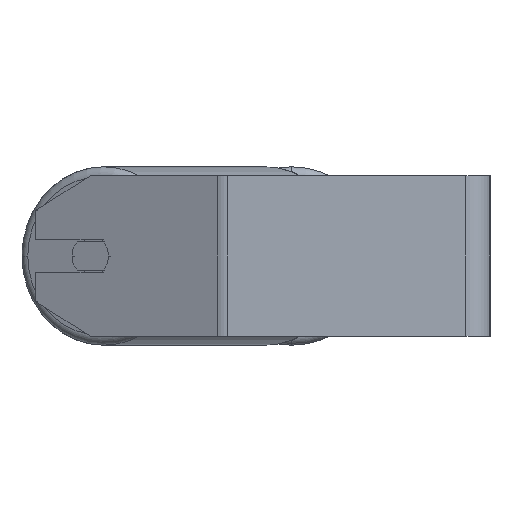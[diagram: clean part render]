
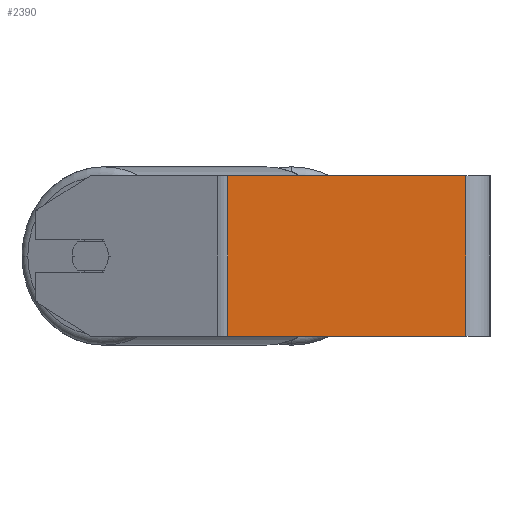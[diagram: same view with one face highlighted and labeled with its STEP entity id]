
A CAD part, left-side view. The second image highlights one B-rep face of the part: STEP entity #2390.
In plain terms, the highlighted planar face has unit normal (-1, 0, 0).
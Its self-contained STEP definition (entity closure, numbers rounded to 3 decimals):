
#298 = ORIENTED_EDGE ( 'NONE', *, *, #1738, .F. ) ;
#330 = DIRECTION ( 'NONE',  ( 0., 0., -1. ) ) ;
#381 = LINE ( 'NONE', #5742, #1914 ) ;
#499 = DIRECTION ( 'NONE',  ( 0., -1., 0. ) ) ;
#582 = FACE_OUTER_BOUND ( 'NONE', #4779, .T. ) ;
#1157 = VECTOR ( 'NONE', #499, 1000. ) ;
#1209 = CARTESIAN_POINT ( 'NONE',  ( -360., 12., 40. ) ) ;
#1255 = CARTESIAN_POINT ( 'NONE',  ( -360., 12., -40. ) ) ;
#1311 = EDGE_CURVE ( 'NONE', #4964, #4688, #4583, .T. ) ;
#1738 = EDGE_CURVE ( 'NONE', #8189, #2389, #2678, .T. ) ;
#1914 = VECTOR ( 'NONE', #4500, 1000. ) ;
#2017 = DIRECTION ( 'NONE',  ( 0., 0., -1. ) ) ;
#2389 = VERTEX_POINT ( 'NONE', #1255 ) ;
#2390 = ADVANCED_FACE ( 'NONE', ( #582 ), #7449, .F. ) ;
#2651 = DIRECTION ( 'NONE',  ( 1., 0., 0. ) ) ;
#2670 = EDGE_CURVE ( 'NONE', #4688, #2389, #3916, .T. ) ;
#2678 = LINE ( 'NONE', #1209, #3708 ) ;
#2719 = DIRECTION ( 'NONE',  ( 0., 0., -1. ) ) ;
#3708 = VECTOR ( 'NONE', #2719, 1000. ) ;
#3851 = VECTOR ( 'NONE', #330, 1000. ) ;
#3916 = LINE ( 'NONE', #6568, #1157 ) ;
#4217 = ORIENTED_EDGE ( 'NONE', *, *, #8210, .F. ) ;
#4500 = DIRECTION ( 'NONE',  ( 0., -1., 0. ) ) ;
#4583 = LINE ( 'NONE', #7281, #3851 ) ;
#4688 = VERTEX_POINT ( 'NONE', #5911 ) ;
#4779 = EDGE_LOOP ( 'NONE', ( #5077, #298, #4217, #8381 ) ) ;
#4964 = VERTEX_POINT ( 'NONE', #5022 ) ;
#5022 = CARTESIAN_POINT ( 'NONE',  ( -360., 130.718, 40. ) ) ;
#5077 = ORIENTED_EDGE ( 'NONE', *, *, #2670, .T. ) ;
#5133 = AXIS2_PLACEMENT_3D ( 'NONE', #8160, #2651, #2017 ) ;
#5742 = CARTESIAN_POINT ( 'NONE',  ( -360., 133.379, 40. ) ) ;
#5821 = CARTESIAN_POINT ( 'NONE',  ( -360., 12., 40. ) ) ;
#5911 = CARTESIAN_POINT ( 'NONE',  ( -360., 130.718, -40. ) ) ;
#6568 = CARTESIAN_POINT ( 'NONE',  ( -360., 133.379, -40. ) ) ;
#7281 = CARTESIAN_POINT ( 'NONE',  ( -360., 130.718, 40. ) ) ;
#7449 = PLANE ( 'NONE',  #5133 ) ;
#8160 = CARTESIAN_POINT ( 'NONE',  ( -360., 133.379, 40. ) ) ;
#8189 = VERTEX_POINT ( 'NONE', #5821 ) ;
#8210 = EDGE_CURVE ( 'NONE', #4964, #8189, #381, .T. ) ;
#8381 = ORIENTED_EDGE ( 'NONE', *, *, #1311, .T. ) ;
